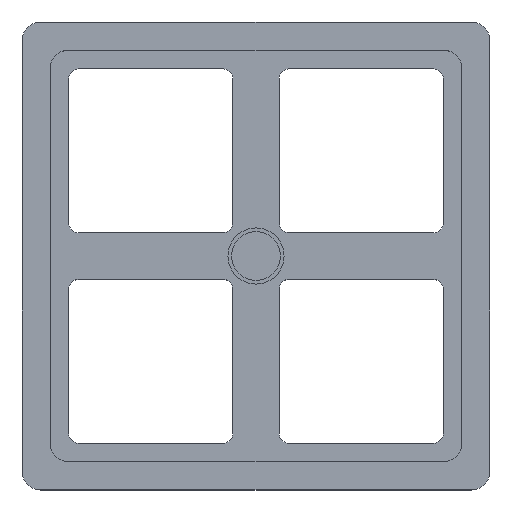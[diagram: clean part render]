
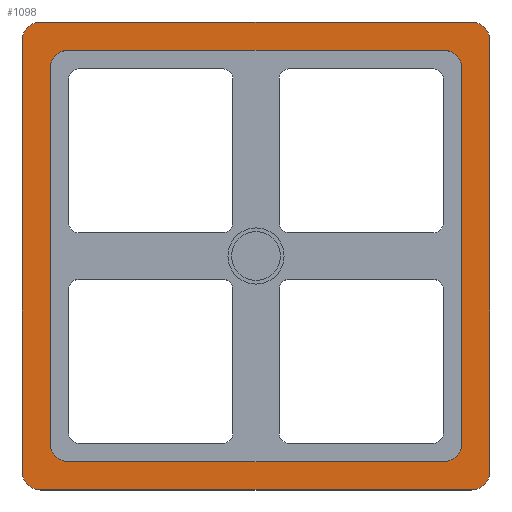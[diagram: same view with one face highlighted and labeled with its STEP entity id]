
A CAD part, top view. The second image highlights one B-rep face of the part: STEP entity #1098.
In plain terms, the highlighted planar face has unit normal (0, 0, 1).
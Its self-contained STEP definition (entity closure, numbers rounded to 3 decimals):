
#17=FACE_BOUND('',#135,.T.);
#33=PLANE('',#1182);
#69=FACE_OUTER_BOUND('',#134,.T.);
#134=EDGE_LOOP('',(#758,#759,#760,#761,#762,#763,#764,#765));
#135=EDGE_LOOP('',(#766,#767,#768,#769,#770,#771,#772,#773));
#208=LINE('',#1668,#310);
#211=LINE('',#1676,#313);
#212=LINE('',#1680,#314);
#213=LINE('',#1684,#315);
#214=LINE('',#1690,#316);
#215=LINE('',#1694,#317);
#216=LINE('',#1698,#318);
#217=LINE('',#1701,#319);
#310=VECTOR('',#1322,10.);
#313=VECTOR('',#1329,10.);
#314=VECTOR('',#1332,10.);
#315=VECTOR('',#1335,10.);
#316=VECTOR('',#1340,10.);
#317=VECTOR('',#1343,10.);
#318=VECTOR('',#1346,10.);
#319=VECTOR('',#1349,10.);
#412=CIRCLE('',#1178,2.);
#415=CIRCLE('',#1183,2.);
#416=CIRCLE('',#1184,2.);
#417=CIRCLE('',#1185,2.);
#418=CIRCLE('',#1186,2.);
#419=CIRCLE('',#1187,2.);
#420=CIRCLE('',#1188,2.);
#421=CIRCLE('',#1189,2.);
#472=VERTEX_POINT('',#1658);
#473=VERTEX_POINT('',#1659);
#476=VERTEX_POINT('',#1667);
#479=VERTEX_POINT('',#1675);
#480=VERTEX_POINT('',#1677);
#481=VERTEX_POINT('',#1679);
#482=VERTEX_POINT('',#1681);
#483=VERTEX_POINT('',#1683);
#484=VERTEX_POINT('',#1686);
#485=VERTEX_POINT('',#1687);
#486=VERTEX_POINT('',#1689);
#487=VERTEX_POINT('',#1691);
#488=VERTEX_POINT('',#1693);
#489=VERTEX_POINT('',#1695);
#490=VERTEX_POINT('',#1697);
#491=VERTEX_POINT('',#1699);
#582=EDGE_CURVE('',#472,#473,#412,.T.);
#586=EDGE_CURVE('',#476,#473,#208,.T.);
#590=EDGE_CURVE('',#472,#479,#211,.T.);
#591=EDGE_CURVE('',#480,#479,#415,.T.);
#592=EDGE_CURVE('',#480,#481,#212,.T.);
#593=EDGE_CURVE('',#482,#481,#416,.T.);
#594=EDGE_CURVE('',#482,#483,#213,.T.);
#595=EDGE_CURVE('',#476,#483,#417,.T.);
#596=EDGE_CURVE('',#484,#485,#418,.T.);
#597=EDGE_CURVE('',#484,#486,#214,.T.);
#598=EDGE_CURVE('',#487,#486,#419,.T.);
#599=EDGE_CURVE('',#487,#488,#215,.T.);
#600=EDGE_CURVE('',#489,#488,#420,.T.);
#601=EDGE_CURVE('',#489,#490,#216,.T.);
#602=EDGE_CURVE('',#491,#490,#421,.T.);
#603=EDGE_CURVE('',#491,#485,#217,.T.);
#758=ORIENTED_EDGE('',*,*,#582,.F.);
#759=ORIENTED_EDGE('',*,*,#590,.T.);
#760=ORIENTED_EDGE('',*,*,#591,.F.);
#761=ORIENTED_EDGE('',*,*,#592,.T.);
#762=ORIENTED_EDGE('',*,*,#593,.F.);
#763=ORIENTED_EDGE('',*,*,#594,.T.);
#764=ORIENTED_EDGE('',*,*,#595,.F.);
#765=ORIENTED_EDGE('',*,*,#586,.T.);
#766=ORIENTED_EDGE('',*,*,#596,.F.);
#767=ORIENTED_EDGE('',*,*,#597,.T.);
#768=ORIENTED_EDGE('',*,*,#598,.F.);
#769=ORIENTED_EDGE('',*,*,#599,.T.);
#770=ORIENTED_EDGE('',*,*,#600,.F.);
#771=ORIENTED_EDGE('',*,*,#601,.T.);
#772=ORIENTED_EDGE('',*,*,#602,.F.);
#773=ORIENTED_EDGE('',*,*,#603,.T.);
#1098=ADVANCED_FACE('',(#69,#17),#33,.T.);
#1178=AXIS2_PLACEMENT_3D('',#1660,#1314,#1315);
#1182=AXIS2_PLACEMENT_3D('',#1674,#1327,#1328);
#1183=AXIS2_PLACEMENT_3D('',#1678,#1330,#1331);
#1184=AXIS2_PLACEMENT_3D('',#1682,#1333,#1334);
#1185=AXIS2_PLACEMENT_3D('',#1685,#1336,#1337);
#1186=AXIS2_PLACEMENT_3D('',#1688,#1338,#1339);
#1187=AXIS2_PLACEMENT_3D('',#1692,#1341,#1342);
#1188=AXIS2_PLACEMENT_3D('',#1696,#1344,#1345);
#1189=AXIS2_PLACEMENT_3D('',#1700,#1347,#1348);
#1314=DIRECTION('center_axis',(0.,0.,-1.));
#1315=DIRECTION('ref_axis',(0.707,-0.707,0.));
#1322=DIRECTION('',(1.,0.,0.));
#1327=DIRECTION('center_axis',(0.,0.,1.));
#1328=DIRECTION('ref_axis',(0.,-1.,0.));
#1329=DIRECTION('',(0.,1.,0.));
#1330=DIRECTION('center_axis',(0.,0.,-1.));
#1331=DIRECTION('ref_axis',(0.707,0.707,0.));
#1332=DIRECTION('',(-1.,0.,0.));
#1333=DIRECTION('center_axis',(0.,0.,-1.));
#1334=DIRECTION('ref_axis',(-0.707,0.707,0.));
#1335=DIRECTION('',(0.,-1.,0.));
#1336=DIRECTION('center_axis',(0.,0.,-1.));
#1337=DIRECTION('ref_axis',(-0.707,-0.707,0.));
#1338=DIRECTION('center_axis',(0.,0.,1.));
#1339=DIRECTION('ref_axis',(0.707,-0.707,0.));
#1340=DIRECTION('',(-1.,0.,0.));
#1341=DIRECTION('center_axis',(0.,0.,1.));
#1342=DIRECTION('ref_axis',(-0.707,-0.707,0.));
#1343=DIRECTION('',(0.,1.,0.));
#1344=DIRECTION('center_axis',(0.,0.,1.));
#1345=DIRECTION('ref_axis',(-0.707,0.707,0.));
#1346=DIRECTION('',(1.,0.,0.));
#1347=DIRECTION('center_axis',(0.,0.,1.));
#1348=DIRECTION('ref_axis',(0.707,0.707,0.));
#1349=DIRECTION('',(0.,-1.,0.));
#1658=CARTESIAN_POINT('',(25.,-23.,7.));
#1659=CARTESIAN_POINT('',(23.,-25.,7.));
#1660=CARTESIAN_POINT('Origin',(23.,-23.,7.));
#1667=CARTESIAN_POINT('',(-23.,-25.,7.));
#1668=CARTESIAN_POINT('',(-25.,-25.,7.));
#1674=CARTESIAN_POINT('Origin',(0.,0.,7.));
#1675=CARTESIAN_POINT('',(25.,23.,7.));
#1676=CARTESIAN_POINT('',(25.,-25.,7.));
#1677=CARTESIAN_POINT('',(23.,25.,7.));
#1678=CARTESIAN_POINT('Origin',(23.,23.,7.));
#1679=CARTESIAN_POINT('',(-23.,25.,7.));
#1680=CARTESIAN_POINT('',(25.,25.,7.));
#1681=CARTESIAN_POINT('',(-25.,23.,7.));
#1682=CARTESIAN_POINT('Origin',(-23.,23.,7.));
#1683=CARTESIAN_POINT('',(-25.,-23.,7.));
#1684=CARTESIAN_POINT('',(-25.,25.,7.));
#1685=CARTESIAN_POINT('Origin',(-23.,-23.,7.));
#1686=CARTESIAN_POINT('',(20.,-22.,7.));
#1687=CARTESIAN_POINT('',(22.,-20.,7.));
#1688=CARTESIAN_POINT('Origin',(20.,-20.,7.));
#1689=CARTESIAN_POINT('',(-20.,-22.,7.));
#1690=CARTESIAN_POINT('',(-22.,-22.,7.));
#1691=CARTESIAN_POINT('',(-22.,-20.,7.));
#1692=CARTESIAN_POINT('Origin',(-20.,-20.,7.));
#1693=CARTESIAN_POINT('',(-22.,20.,7.));
#1694=CARTESIAN_POINT('',(-22.,22.,7.));
#1695=CARTESIAN_POINT('',(-20.,22.,7.));
#1696=CARTESIAN_POINT('Origin',(-20.,20.,7.));
#1697=CARTESIAN_POINT('',(20.,22.,7.));
#1698=CARTESIAN_POINT('',(22.,22.,7.));
#1699=CARTESIAN_POINT('',(22.,20.,7.));
#1700=CARTESIAN_POINT('Origin',(20.,20.,7.));
#1701=CARTESIAN_POINT('',(22.,-22.,7.));
